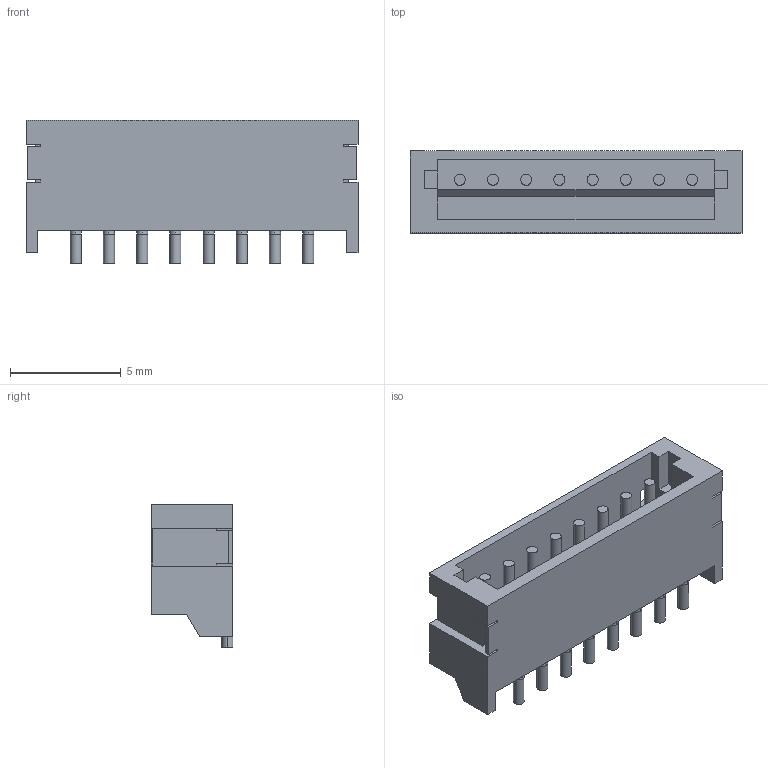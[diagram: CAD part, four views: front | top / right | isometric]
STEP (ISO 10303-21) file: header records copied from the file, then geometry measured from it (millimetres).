
FILE_DESCRIPTION (( 'STEP AP214' ), '1' );
FILE_NAME ('S8B-ZR-SM4A-TF.STEP', '2017-08-23T07:46:21', ( '' ), ( '' ), 'SwSTEP 2.0', 'SolidWorks 2016', '' );
FILE_SCHEMA (( 'AUTOMOTIVE_DESIGN' ));
Length unit declared in the file: millimetre
Products named in the file (1): S8B-ZR-SM4A-TF
Bounding box: 15 x 3.7 x 6.5 mm (x, y, z)
Volume: 168.5 mm3; surface area: 467.8 mm2
Topology: 1 solids, 1 shells, 125 faces, 324 edges, 216 vertices
Faces by surface type: plane 77, cylinder 32, bspline 16
Entity records: 4743 total; most frequent: CARTESIAN_POINT 1198, ORIENTED_EDGE 648, DIRECTION 592, EDGE_CURVE 324, VERTEX_POINT 216, VECTOR 212, LINE 212, AXIS2_PLACEMENT_3D 190
